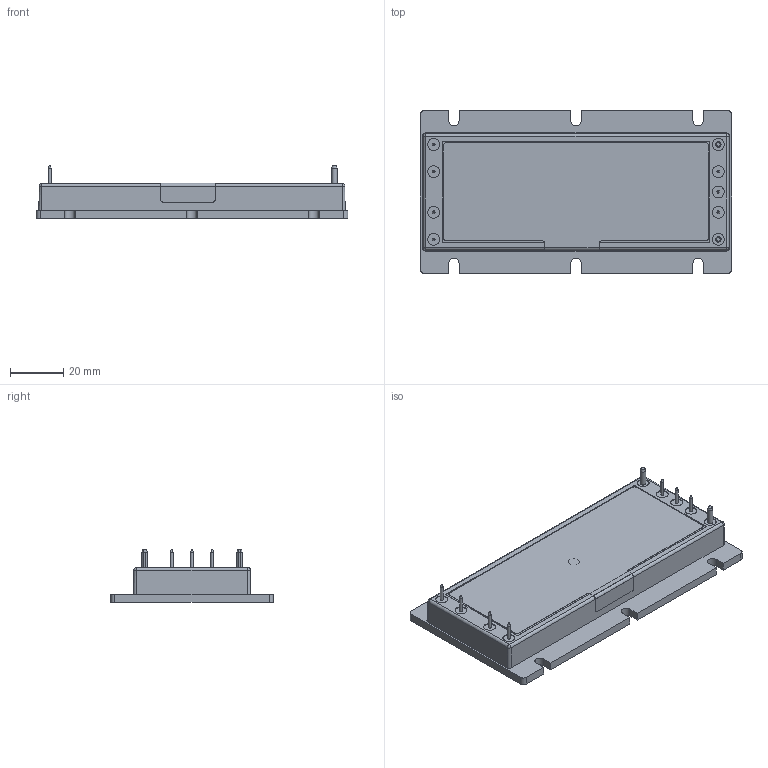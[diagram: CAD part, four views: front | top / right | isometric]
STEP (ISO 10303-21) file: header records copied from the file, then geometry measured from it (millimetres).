
FILE_DESCRIPTION (( 'STEP AP214' ), '1' );
FILE_NAME ('05429r3-VI-2xx-xx.step', '2010-08-24T20:04:35', ( 'Vicor Employee' ), ( 'Vicor Corporation' ), 'SwSTEP 2.0', 'SolidWorks 2010', '' );
FILE_SCHEMA (( 'AUTOMOTIVE_DESIGN' ));
Length unit declared in the file: inch
Products named in the file (1): 05429r3-VI-2xx-xx
Bounding box: 116.84 x 60.96 x 19.81 mm (x, y, z)
Surface area: 22541.5 mm2 (no closed solid volume)
Topology: 0 solids, 12 shells, 121 faces, 305 edges, 205 vertices
Faces by surface type: plane 61, cylinder 47, cone 9, sphere 4
Full cylindrical faces by diameter (mm): 1.016 x7, 2.032 x2, 4.445 x9
Entity records: 5071 total; most frequent: CARTESIAN_POINT 629, DIRECTION 627, ORIENTED_EDGE 475, EDGE_CURVE 278, AXIS2_PLACEMENT_3D 235, VERTEX_POINT 205, EDGE_LOOP 169, VECTOR 157
